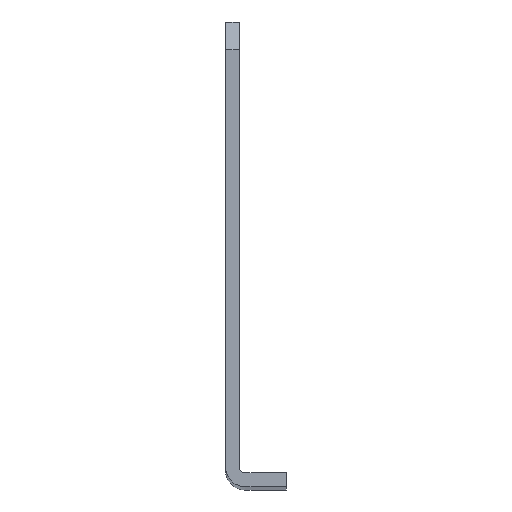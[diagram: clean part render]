
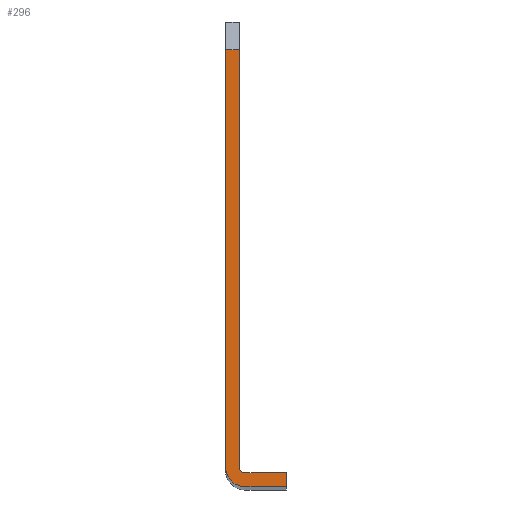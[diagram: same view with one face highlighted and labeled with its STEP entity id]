
A CAD part, top view. The second image highlights one B-rep face of the part: STEP entity #296.
In plain terms, the highlighted planar face has unit normal (0, 0, 1).
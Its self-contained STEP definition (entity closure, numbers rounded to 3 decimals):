
#5 = CARTESIAN_POINT ( 'NONE',  ( -1., 75.5, 175. ) ) ;
#16 = EDGE_LOOP ( 'NONE', ( #35, #36, #37, #38, #39, #40, #41, #42 ) ) ;
#21 = VERTEX_POINT ( 'NONE', #464 ) ;
#23 = VERTEX_POINT ( 'NONE', #899 ) ;
#24 = VERTEX_POINT ( 'NONE', #465 ) ;
#29 = VERTEX_POINT ( 'NONE', #905 ) ;
#30 = VERTEX_POINT ( 'NONE', #906 ) ;
#35 = ORIENTED_EDGE ( 'NONE', *, *, #242, .T. ) ;
#36 = ORIENTED_EDGE ( 'NONE', *, *, #400, .T. ) ;
#37 = ORIENTED_EDGE ( 'NONE', *, *, #398, .T. ) ;
#38 = ORIENTED_EDGE ( 'NONE', *, *, #624, .T. ) ;
#39 = ORIENTED_EDGE ( 'NONE', *, *, #625, .T. ) ;
#40 = ORIENTED_EDGE ( 'NONE', *, *, #627, .T. ) ;
#41 = ORIENTED_EDGE ( 'NONE', *, *, #623, .T. ) ;
#42 = ORIENTED_EDGE ( 'NONE', *, *, #407, .T. ) ;
#136 = AXIS2_PLACEMENT_3D ( 'NONE', #216, #508, #733 ) ;
#172 = CARTESIAN_POINT ( 'NONE',  ( 0., -3.5, 175. ) ) ;
#176 = CARTESIAN_POINT ( 'NONE',  ( 0., 75.5, 175. ) ) ;
#187 = DIRECTION ( 'NONE',  ( 1., 0., 0. ) ) ;
#189 = DIRECTION ( 'NONE',  ( -1., 0., 0. ) ) ;
#190 = CARTESIAN_POINT ( 'NONE',  ( -3.5, 80.5, 175. ) ) ;
#191 = DIRECTION ( 'NONE',  ( 0., -1., 0. ) ) ;
#216 = CARTESIAN_POINT ( 'NONE',  ( 0., 0., 175. ) ) ;
#219 = PLANE ( 'NONE',  #136 ) ;
#224 = VERTEX_POINT ( 'NONE', #364 ) ;
#227 = VERTEX_POINT ( 'NONE', #375 ) ;
#228 = VERTEX_POINT ( 'NONE', #5 ) ;
#242 = EDGE_CURVE ( 'NONE', #24, #224, #511, .T. ) ;
#296 = ADVANCED_FACE ( 'NONE', ( #357 ), #219, .T. ) ;
#357 = FACE_OUTER_BOUND ( 'NONE', #16, .T. ) ;
#364 = CARTESIAN_POINT ( 'NONE',  ( 0., -1., 175. ) ) ;
#375 = CARTESIAN_POINT ( 'NONE',  ( -1., 0., 175. ) ) ;
#398 = EDGE_CURVE ( 'NONE', #227, #228, #846, .T. ) ;
#400 = EDGE_CURVE ( 'NONE', #224, #227, #852, .T. ) ;
#407 = EDGE_CURVE ( 'NONE', #30, #24, #868, .T. ) ;
#421 = CARTESIAN_POINT ( 'NONE',  ( -1., 0., 175. ) ) ;
#427 = DIRECTION ( 'NONE',  ( 0., 1., 0. ) ) ;
#430 = CARTESIAN_POINT ( 'NONE',  ( 7.5, 0., 175. ) ) ;
#432 = CARTESIAN_POINT ( 'NONE',  ( 0., 0., 175. ) ) ;
#433 = DIRECTION ( 'NONE',  ( 0., 0., -1. ) ) ;
#434 = DIRECTION ( 'NONE',  ( -1., 0., 0. ) ) ;
#439 = AXIS2_PLACEMENT_3D ( 'NONE', #432, #433, #434 ) ;
#452 = CARTESIAN_POINT ( 'NONE',  ( 0., -1., 175. ) ) ;
#459 = DIRECTION ( 'NONE',  ( -1., 0., 0. ) ) ;
#464 = CARTESIAN_POINT ( 'NONE',  ( -3.5, 75.5, 175. ) ) ;
#465 = CARTESIAN_POINT ( 'NONE',  ( 7.5, -1., 175. ) ) ;
#508 = DIRECTION ( 'NONE',  ( 0., 0., 1. ) ) ;
#511 = LINE ( 'NONE', #452, #521 ) ;
#521 = VECTOR ( 'NONE', #459, 1000. ) ;
#557 = DIRECTION ( 'NONE',  ( 0., 1., 0. ) ) ;
#569 = AXIS2_PLACEMENT_3D ( 'NONE', #633, #634, #635 ) ;
#623 = EDGE_CURVE ( 'NONE', #29, #30, #700, .T. ) ;
#624 = EDGE_CURVE ( 'NONE', #228, #21, #702, .T. ) ;
#625 = EDGE_CURVE ( 'NONE', #21, #23, #706, .T. ) ;
#627 = EDGE_CURVE ( 'NONE', #23, #29, #709, .T. ) ;
#633 = CARTESIAN_POINT ( 'NONE',  ( 0., 0., 175. ) ) ;
#634 = DIRECTION ( 'NONE',  ( 0., 0., 1. ) ) ;
#635 = DIRECTION ( 'NONE',  ( -1., 0., 0. ) ) ;
#700 = LINE ( 'NONE', #172, #705 ) ;
#702 = LINE ( 'NONE', #176, #704 ) ;
#704 = VECTOR ( 'NONE', #189, 1000. ) ;
#705 = VECTOR ( 'NONE', #187, 1000. ) ;
#706 = LINE ( 'NONE', #190, #708 ) ;
#708 = VECTOR ( 'NONE', #191, 1000. ) ;
#709 = CIRCLE ( 'NONE', #569, 3.5 ) ;
#733 = DIRECTION ( 'NONE',  ( 1., 0., 0. ) ) ;
#846 = LINE ( 'NONE', #421, #855 ) ;
#852 = CIRCLE ( 'NONE', #439, 1. ) ;
#855 = VECTOR ( 'NONE', #427, 1000. ) ;
#868 = LINE ( 'NONE', #430, #870 ) ;
#870 = VECTOR ( 'NONE', #557, 1000. ) ;
#899 = CARTESIAN_POINT ( 'NONE',  ( -3.5, 0., 175. ) ) ;
#905 = CARTESIAN_POINT ( 'NONE',  ( 0., -3.5, 175. ) ) ;
#906 = CARTESIAN_POINT ( 'NONE',  ( 7.5, -3.5, 175. ) ) ;
